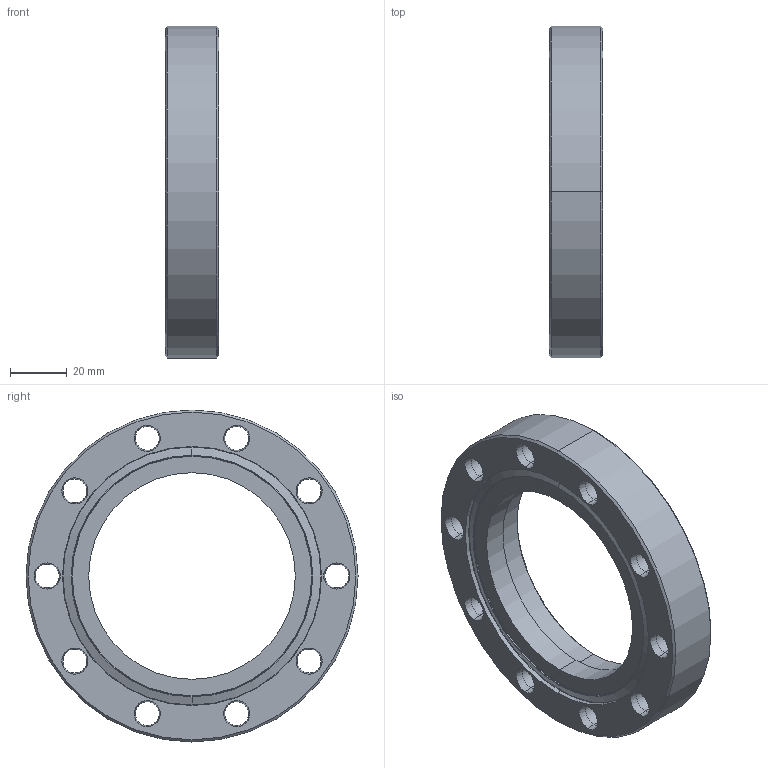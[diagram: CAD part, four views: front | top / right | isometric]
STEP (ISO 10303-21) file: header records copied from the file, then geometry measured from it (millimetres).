
FILE_DESCRIPTION (( 'STEP AP214' ), '1' );
FILE_NAME ('110024.STEP', '2024-02-14T17:10:12', ( '' ), ( '' ), 'SwSTEP 2.0', 'SolidWorks 2022', '' );
FILE_SCHEMA (( 'AUTOMOTIVE_DESIGN' ));
Length unit declared in the file: inch
Products named in the file (1): 110024
Bounding box: 19.05 x 117.35 x 117.35 mm (x, y, z)
Volume: 108148.5 mm3; surface area: 28464.8 mm2
Topology: 1 solids, 1 shells, 90 faces, 200 edges, 114 vertices
Faces by surface type: cone 50, cylinder 28, torus 8, plane 4
Entity records: 2566 total; most frequent: DIRECTION 504, CARTESIAN_POINT 405, ORIENTED_EDGE 400, AXIS2_PLACEMENT_3D 213, EDGE_CURVE 200, CIRCLE 122, VERTEX_POINT 114, EDGE_LOOP 114
